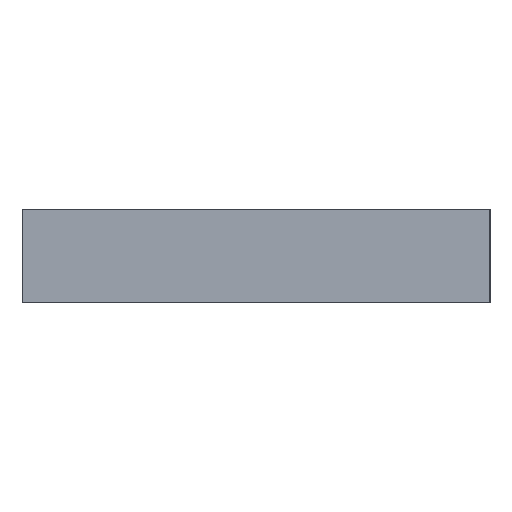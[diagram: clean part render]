
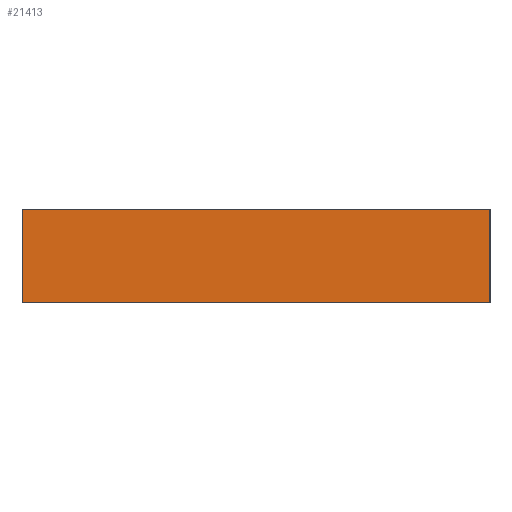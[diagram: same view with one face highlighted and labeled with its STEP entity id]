
A CAD part, left-side view. The second image highlights one B-rep face of the part: STEP entity #21413.
In plain terms, the highlighted planar face has unit normal (-1, 0, 0).
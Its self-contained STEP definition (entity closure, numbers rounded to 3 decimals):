
#72 = PLANE('',#73);
#73 = AXIS2_PLACEMENT_3D('',#74,#75,#76);
#74 = CARTESIAN_POINT('',(38.673,3.558,0.));
#75 = DIRECTION('',(-0.,-0.,-1.));
#76 = DIRECTION('',(-1.,0.,0.));
#126 = PLANE('',#127);
#127 = AXIS2_PLACEMENT_3D('',#128,#129,#130);
#128 = CARTESIAN_POINT('',(38.673,3.558,4.));
#129 = DIRECTION('',(-0.,-0.,-1.));
#130 = DIRECTION('',(-1.,0.,0.));
#399 = VERTEX_POINT('',#400);
#400 = CARTESIAN_POINT('',(-75.,-10.,0.));
#414 = PLANE('',#415);
#415 = AXIS2_PLACEMENT_3D('',#416,#417,#418);
#416 = CARTESIAN_POINT('',(-53.979,-10.,0.));
#417 = DIRECTION('',(0.,-1.,-0.));
#418 = DIRECTION('',(-1.,0.,-0.));
#426 = EDGE_CURVE('',#399,#427,#429,.T.);
#427 = VERTEX_POINT('',#428);
#428 = CARTESIAN_POINT('',(-75.,10.,0.));
#429 = SURFACE_CURVE('',#430,(#434,#441),.PCURVE_S1.);
#430 = LINE('',#431,#432);
#431 = CARTESIAN_POINT('',(-75.,-10.,0.));
#432 = VECTOR('',#433,1.);
#433 = DIRECTION('',(0.,1.,0.));
#434 = PCURVE('',#72,#435);
#435 = DEFINITIONAL_REPRESENTATION('',(#436),#440);
#436 = LINE('',#437,#438);
#437 = CARTESIAN_POINT('',(113.673,-13.558));
#438 = VECTOR('',#439,1.);
#439 = DIRECTION('',(0.,1.));
#440 = ( GEOMETRIC_REPRESENTATION_CONTEXT(2) 
PARAMETRIC_REPRESENTATION_CONTEXT() REPRESENTATION_CONTEXT('2D SPACE',''
  ) );
#441 = PCURVE('',#442,#447);
#442 = PLANE('',#443);
#443 = AXIS2_PLACEMENT_3D('',#444,#445,#446);
#444 = CARTESIAN_POINT('',(-75.,10.,0.));
#445 = DIRECTION('',(-1.,-0.,-0.));
#446 = DIRECTION('',(0.,1.,0.));
#447 = DEFINITIONAL_REPRESENTATION('',(#448),#452);
#448 = LINE('',#449,#450);
#449 = CARTESIAN_POINT('',(-20.,0.));
#450 = VECTOR('',#451,1.);
#451 = DIRECTION('',(1.,-0.));
#452 = ( GEOMETRIC_REPRESENTATION_CONTEXT(2) 
PARAMETRIC_REPRESENTATION_CONTEXT() REPRESENTATION_CONTEXT('2D SPACE',''
  ) );
#470 = PLANE('',#471);
#471 = AXIS2_PLACEMENT_3D('',#472,#473,#474);
#472 = CARTESIAN_POINT('',(-53.979,10.,0.));
#473 = DIRECTION('',(0.,1.,-0.));
#474 = DIRECTION('',(1.,0.,0.));
#11605 = VERTEX_POINT('',#11606);
#11606 = CARTESIAN_POINT('',(-75.,-10.,4.));
#11627 = EDGE_CURVE('',#11628,#11605,#11630,.T.);
#11628 = VERTEX_POINT('',#11629);
#11629 = CARTESIAN_POINT('',(-75.,10.,4.));
#11630 = SURFACE_CURVE('',#11631,(#11635,#11642),.PCURVE_S1.);
#11631 = LINE('',#11632,#11633);
#11632 = CARTESIAN_POINT('',(-75.,10.,4.));
#11633 = VECTOR('',#11634,1.);
#11634 = DIRECTION('',(0.,-1.,0.));
#11635 = PCURVE('',#126,#11636);
#11636 = DEFINITIONAL_REPRESENTATION('',(#11637),#11641);
#11637 = LINE('',#11638,#11639);
#11638 = CARTESIAN_POINT('',(113.673,6.442));
#11639 = VECTOR('',#11640,1.);
#11640 = DIRECTION('',(0.,-1.));
#11641 = ( GEOMETRIC_REPRESENTATION_CONTEXT(2) 
PARAMETRIC_REPRESENTATION_CONTEXT() REPRESENTATION_CONTEXT('2D SPACE',''
  ) );
#11642 = PCURVE('',#442,#11643);
#11643 = DEFINITIONAL_REPRESENTATION('',(#11644),#11648);
#11644 = LINE('',#11645,#11646);
#11645 = CARTESIAN_POINT('',(-0.,-4.));
#11646 = VECTOR('',#11647,1.);
#11647 = DIRECTION('',(-1.,0.));
#11648 = ( GEOMETRIC_REPRESENTATION_CONTEXT(2) 
PARAMETRIC_REPRESENTATION_CONTEXT() REPRESENTATION_CONTEXT('2D SPACE',''
  ) );
#21365 = EDGE_CURVE('',#427,#11628,#21366,.T.);
#21366 = SURFACE_CURVE('',#21367,(#21371,#21378),.PCURVE_S1.);
#21367 = LINE('',#21368,#21369);
#21368 = CARTESIAN_POINT('',(-75.,10.,0.));
#21369 = VECTOR('',#21370,1.);
#21370 = DIRECTION('',(-0.,-0.,1.));
#21371 = PCURVE('',#470,#21372);
#21372 = DEFINITIONAL_REPRESENTATION('',(#21373),#21377);
#21373 = LINE('',#21374,#21375);
#21374 = CARTESIAN_POINT('',(-21.021,0.));
#21375 = VECTOR('',#21376,1.);
#21376 = DIRECTION('',(-0.,-1.));
#21377 = ( GEOMETRIC_REPRESENTATION_CONTEXT(2) 
PARAMETRIC_REPRESENTATION_CONTEXT() REPRESENTATION_CONTEXT('2D SPACE',''
  ) );
#21378 = PCURVE('',#442,#21379);
#21379 = DEFINITIONAL_REPRESENTATION('',(#21380),#21384);
#21380 = LINE('',#21381,#21382);
#21381 = CARTESIAN_POINT('',(-0.,-0.));
#21382 = VECTOR('',#21383,1.);
#21383 = DIRECTION('',(-0.,-1.));
#21384 = ( GEOMETRIC_REPRESENTATION_CONTEXT(2) 
PARAMETRIC_REPRESENTATION_CONTEXT() REPRESENTATION_CONTEXT('2D SPACE',''
  ) );
#21413 = ADVANCED_FACE('',(#21414),#442,.T.);
#21414 = FACE_BOUND('',#21415,.F.);
#21415 = EDGE_LOOP('',(#21416,#21417,#21418,#21439));
#21416 = ORIENTED_EDGE('',*,*,#21365,.T.);
#21417 = ORIENTED_EDGE('',*,*,#11627,.T.);
#21418 = ORIENTED_EDGE('',*,*,#21419,.F.);
#21419 = EDGE_CURVE('',#399,#11605,#21420,.T.);
#21420 = SURFACE_CURVE('',#21421,(#21425,#21432),.PCURVE_S1.);
#21421 = LINE('',#21422,#21423);
#21422 = CARTESIAN_POINT('',(-75.,-10.,0.));
#21423 = VECTOR('',#21424,1.);
#21424 = DIRECTION('',(-0.,-0.,1.));
#21425 = PCURVE('',#442,#21426);
#21426 = DEFINITIONAL_REPRESENTATION('',(#21427),#21431);
#21427 = LINE('',#21428,#21429);
#21428 = CARTESIAN_POINT('',(-20.,0.));
#21429 = VECTOR('',#21430,1.);
#21430 = DIRECTION('',(-0.,-1.));
#21431 = ( GEOMETRIC_REPRESENTATION_CONTEXT(2) 
PARAMETRIC_REPRESENTATION_CONTEXT() REPRESENTATION_CONTEXT('2D SPACE',''
  ) );
#21432 = PCURVE('',#414,#21433);
#21433 = DEFINITIONAL_REPRESENTATION('',(#21434),#21438);
#21434 = LINE('',#21435,#21436);
#21435 = CARTESIAN_POINT('',(21.021,0.));
#21436 = VECTOR('',#21437,1.);
#21437 = DIRECTION('',(0.,-1.));
#21438 = ( GEOMETRIC_REPRESENTATION_CONTEXT(2) 
PARAMETRIC_REPRESENTATION_CONTEXT() REPRESENTATION_CONTEXT('2D SPACE',''
  ) );
#21439 = ORIENTED_EDGE('',*,*,#426,.T.);
